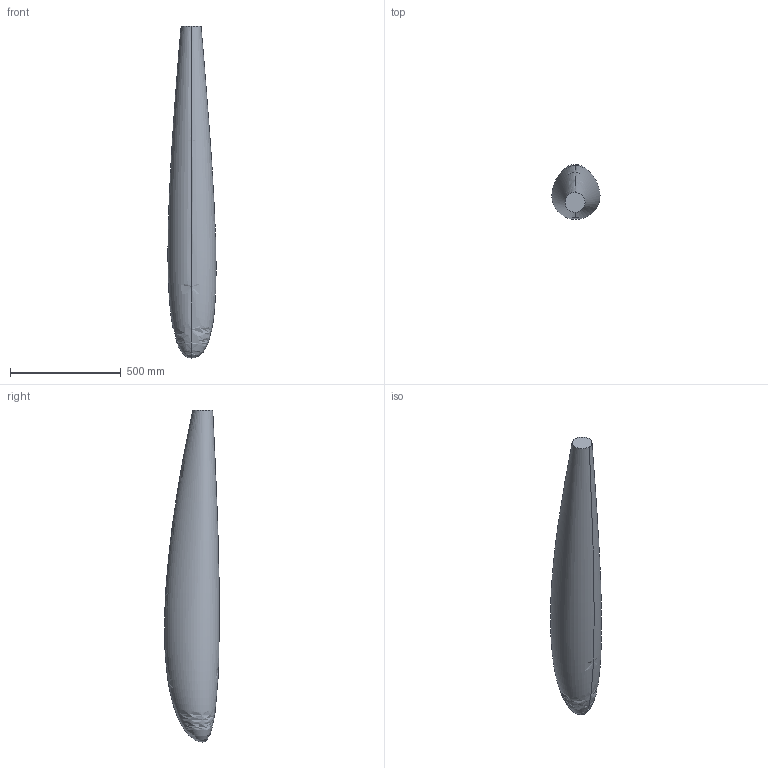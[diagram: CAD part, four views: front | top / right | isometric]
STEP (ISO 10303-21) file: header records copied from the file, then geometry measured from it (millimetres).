
FILE_DESCRIPTION (( 'STEP AP214' ), '1' );
FILE_NAME ('Body.STEP', '2026-02-24T18:31:17', ( '' ), ( '' ), 'SwSTEP 2.0', 'SolidWorks 2025', '' );
FILE_SCHEMA (( 'AUTOMOTIVE_DESIGN' ));
Length unit declared in the file: millimetre
Products named in the file (1): Body
Bounding box: 217.2 x 247.85 x 1500 mm (x, y, z)
Volume: 40332541.8 mm3; surface area: 869006.3 mm2
Topology: 1 solids, 1 shells, 3 faces, 6 edges, 3 vertices
Faces by surface type: bspline 2, plane 1
Entity records: 4137 total; most frequent: CARTESIAN_POINT 4067, DIRECTION 8, ORIENTED_EDGE 8, EDGE_CURVE 4, AXIS2_PLACEMENT_3D 4, FACE_OUTER_BOUND 3, EDGE_LOOP 3, VERTEX_POINT 3
